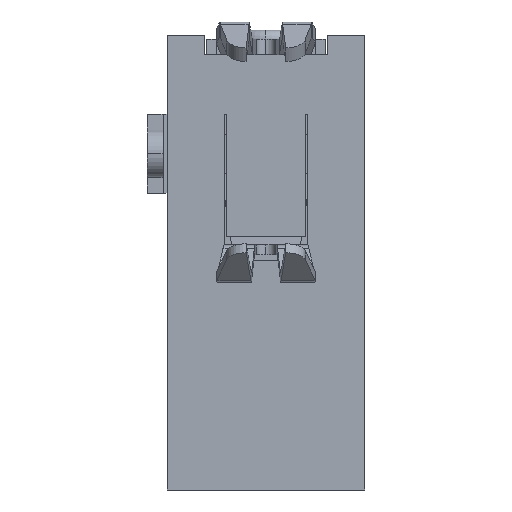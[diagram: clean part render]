
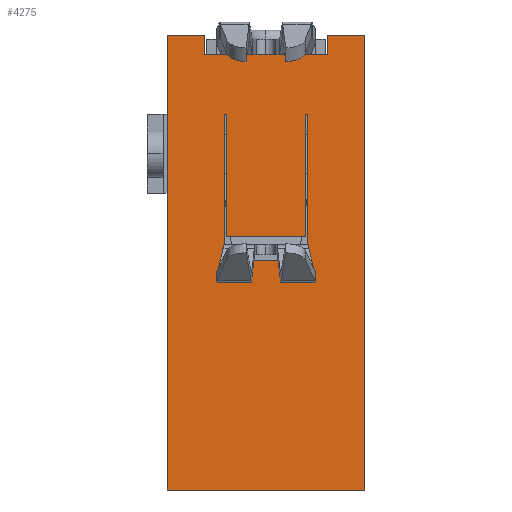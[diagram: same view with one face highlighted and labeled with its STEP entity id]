
A CAD part, front view. The second image highlights one B-rep face of the part: STEP entity #4275.
In plain terms, the highlighted planar face has unit normal (0, -1, 0).
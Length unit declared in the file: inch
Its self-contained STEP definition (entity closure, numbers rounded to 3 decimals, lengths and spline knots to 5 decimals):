
#262=PLANE('',#4563);
#411=VERTEX_POINT('',#5621);
#412=VERTEX_POINT('',#5622);
#415=VERTEX_POINT('',#5628);
#416=VERTEX_POINT('',#5629);
#481=VERTEX_POINT('',#6081);
#490=VERTEX_POINT('',#6099);
#497=VERTEX_POINT('',#6114);
#508=VERTEX_POINT('',#6135);
#509=VERTEX_POINT('',#6137);
#516=VERTEX_POINT('',#6151);
#533=VERTEX_POINT('',#6198);
#537=VERTEX_POINT('',#6210);
#543=VERTEX_POINT('',#6239);
#544=VERTEX_POINT('',#6243);
#545=VERTEX_POINT('',#6247);
#546=VERTEX_POINT('',#6248);
#714=VERTEX_POINT('',#7558);
#715=VERTEX_POINT('',#7560);
#728=VERTEX_POINT('',#7602);
#729=VERTEX_POINT('',#7604);
#775=VECTOR('',#4705,1.);
#897=VECTOR('',#4900,1.);
#903=VECTOR('',#4910,1.);
#924=VECTOR('',#4943,1.);
#930=VECTOR('',#4951,1.);
#932=VECTOR('',#4954,1.);
#945=VECTOR('',#4977,1.);
#946=VECTOR('',#4979,1.);
#948=VECTOR('',#4982,1.);
#952=VECTOR('',#4987,1.);
#1171=VECTOR('',#5379,1.);
#1184=VECTOR('',#5414,1.);
#1185=VECTOR('',#5416,1.);
#1186=VECTOR('',#5417,1.);
#1187=VECTOR('',#5418,1.);
#1188=VECTOR('',#5419,1.);
#1236=LINE('',#5620,#775);
#1358=LINE('',#6136,#897);
#1364=LINE('',#6152,#903);
#1385=LINE('',#6197,#924);
#1391=LINE('',#6209,#930);
#1393=LINE('',#6213,#932);
#1406=LINE('',#6240,#945);
#1407=LINE('',#6242,#946);
#1409=LINE('',#6246,#948);
#1413=LINE('',#6255,#952);
#1632=LINE('',#7559,#1171);
#1645=LINE('',#7598,#1184);
#1646=LINE('',#7600,#1185);
#1647=LINE('',#7601,#1186);
#1648=LINE('',#7603,#1187);
#1649=LINE('',#7605,#1188);
#1723=EDGE_CURVE('',#411,#412,#1236,.T.);
#1727=EDGE_CURVE('',#415,#416,#1236,.T.);
#1840=EDGE_CURVE('',#416,#411,#1236,.T.);
#1841=EDGE_CURVE('',#412,#481,#1236,.T.);
#1851=EDGE_CURVE('',#490,#415,#1236,.T.);
#1869=EDGE_CURVE('',#509,#508,#1358,.T.);
#1877=EDGE_CURVE('',#497,#516,#1364,.T.);
#1901=EDGE_CURVE('',#509,#533,#1385,.T.);
#1907=EDGE_CURVE('',#533,#537,#1391,.T.);
#1909=EDGE_CURVE('',#516,#537,#1393,.T.);
#1923=EDGE_CURVE('',#490,#543,#1406,.T.);
#1924=EDGE_CURVE('',#544,#543,#1407,.T.);
#1926=EDGE_CURVE('',#545,#546,#1409,.T.);
#1930=EDGE_CURVE('',#481,#545,#1413,.T.);
#2216=EDGE_CURVE('',#715,#714,#1632,.T.);
#2236=EDGE_CURVE('',#714,#546,#1645,.T.);
#2237=EDGE_CURVE('',#715,#544,#1646,.T.);
#2238=EDGE_CURVE('',#508,#728,#1647,.T.);
#2239=EDGE_CURVE('',#729,#728,#1648,.T.);
#2240=EDGE_CURVE('',#497,#729,#1649,.T.);
#3333=ORIENTED_EDGE('',*,*,#2237,.F.);
#3334=ORIENTED_EDGE('',*,*,#2216,.T.);
#3335=ORIENTED_EDGE('',*,*,#2236,.T.);
#3336=ORIENTED_EDGE('',*,*,#1926,.F.);
#3337=ORIENTED_EDGE('',*,*,#1930,.F.);
#3338=ORIENTED_EDGE('',*,*,#1841,.F.);
#3339=ORIENTED_EDGE('',*,*,#1723,.F.);
#3340=ORIENTED_EDGE('',*,*,#1840,.F.);
#3341=ORIENTED_EDGE('',*,*,#1727,.F.);
#3342=ORIENTED_EDGE('',*,*,#1851,.F.);
#3343=ORIENTED_EDGE('',*,*,#1923,.T.);
#3344=ORIENTED_EDGE('',*,*,#1924,.F.);
#3345=ORIENTED_EDGE('',*,*,#1877,.T.);
#3346=ORIENTED_EDGE('',*,*,#1909,.T.);
#3347=ORIENTED_EDGE('',*,*,#1907,.F.);
#3348=ORIENTED_EDGE('',*,*,#1901,.F.);
#3349=ORIENTED_EDGE('',*,*,#1869,.T.);
#3350=ORIENTED_EDGE('',*,*,#2238,.T.);
#3351=ORIENTED_EDGE('',*,*,#2239,.F.);
#3352=ORIENTED_EDGE('',*,*,#2240,.F.);
#3769=EDGE_LOOP('',(#3333,#3334,#3335,#3336,#3337,#3338,#3339,#3340,#3341,
#3342,#3343,#3344));
#3770=EDGE_LOOP('',(#3345,#3346,#3347,#3348,#3349,#3350,#3351,#3352));
#4025=FACE_BOUND('',#3769,.T.);
#4026=FACE_BOUND('',#3770,.T.);
#4275=ADVANCED_FACE('',(#4025,#4026),#262,.T.);
#4563=AXIS2_PLACEMENT_3D('',#7599,#5415,$);
#4705=DIRECTION('',(1.,0.,0.));
#4900=DIRECTION('',(1.,0.,0.));
#4910=DIRECTION('',(1.,0.,0.));
#4943=DIRECTION('',(0.,0.,-1.));
#4951=DIRECTION('',(-1.,0.,0.));
#4954=DIRECTION('',(0.,0.,-1.));
#4977=DIRECTION('',(0.,0.,1.));
#4979=DIRECTION('',(1.,0.,0.));
#4982=DIRECTION('',(1.,0.,0.));
#4987=DIRECTION('',(0.,0.,1.));
#5379=DIRECTION('',(1.,0.,0.));
#5414=DIRECTION('',(0.,0.,1.));
#5415=DIRECTION('',(0.,-1.,0.));
#5416=DIRECTION('',(0.,0.,1.));
#5417=DIRECTION('',(0.,0.,-1.));
#5418=DIRECTION('',(1.,0.,0.));
#5419=DIRECTION('',(0.,0.,-1.));
#5620=CARTESIAN_POINT('',(-1.55,0.,11.));
#5621=CARTESIAN_POINT('',(0.28475,0.,11.));
#5622=CARTESIAN_POINT('',(1.02564,0.,11.));
#5628=CARTESIAN_POINT('',(-1.02564,0.,11.));
#5629=CARTESIAN_POINT('',(-0.28475,0.,11.));
#6081=CARTESIAN_POINT('',(1.55,0.,11.));
#6099=CARTESIAN_POINT('',(-1.55,0.,11.));
#6114=CARTESIAN_POINT('',(-1.05,0.,9.5));
#6135=CARTESIAN_POINT('',(1.05,0.,9.5));
#6136=CARTESIAN_POINT('',(1.,0.,9.5));
#6137=CARTESIAN_POINT('',(1.,0.,9.5));
#6151=CARTESIAN_POINT('',(-1.,0.,9.5));
#6152=CARTESIAN_POINT('',(-2.5,0.,9.5));
#6197=CARTESIAN_POINT('',(1.,0.,9.5));
#6198=CARTESIAN_POINT('',(1.,0.,6.4));
#6209=CARTESIAN_POINT('',(1.,0.,6.4));
#6210=CARTESIAN_POINT('',(-1.,0.,6.4));
#6213=CARTESIAN_POINT('',(-1.,0.,9.5));
#6239=CARTESIAN_POINT('',(-1.55,0.,11.5));
#6240=CARTESIAN_POINT('',(-1.55,0.,11.));
#6242=CARTESIAN_POINT('',(-2.5,0.,11.5));
#6243=CARTESIAN_POINT('',(-2.5,0.,11.5));
#6246=CARTESIAN_POINT('',(1.55,0.,11.5));
#6247=CARTESIAN_POINT('',(1.55,0.,11.5));
#6248=CARTESIAN_POINT('',(2.5,0.,11.5));
#6255=CARTESIAN_POINT('',(1.55,0.,11.));
#7558=CARTESIAN_POINT('',(2.5,0.,0.));
#7559=CARTESIAN_POINT('',(-2.5,0.,0.));
#7560=CARTESIAN_POINT('',(-2.5,0.,0.));
#7598=CARTESIAN_POINT('',(2.5,0.,0.));
#7599=CARTESIAN_POINT('',(-2.5,0.,0.));
#7600=CARTESIAN_POINT('',(-2.5,0.,0.));
#7601=CARTESIAN_POINT('',(1.05,0.,9.5));
#7602=CARTESIAN_POINT('',(1.05,0.,5.8));
#7603=CARTESIAN_POINT('',(-1.05,0.,5.8));
#7604=CARTESIAN_POINT('',(-1.05,0.,5.8));
#7605=CARTESIAN_POINT('',(-1.05,0.,9.5));
